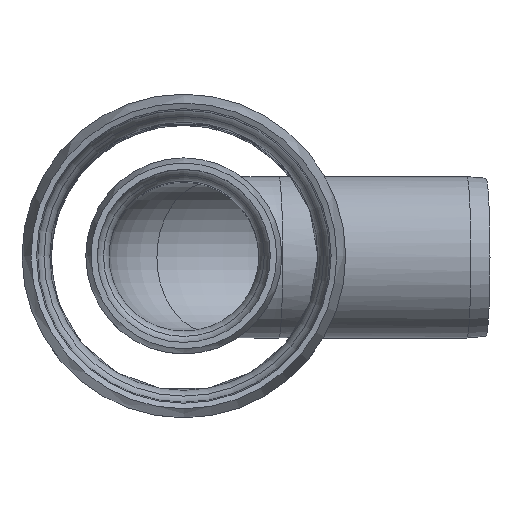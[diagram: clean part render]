
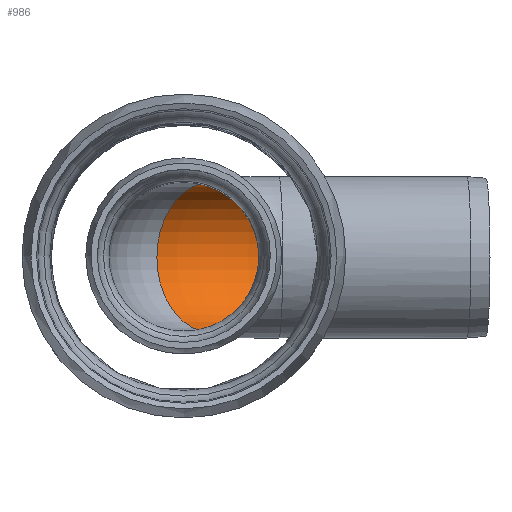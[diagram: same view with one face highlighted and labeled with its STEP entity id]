
A CAD part, top view. The second image highlights one B-rep face of the part: STEP entity #986.
In plain terms, the highlighted toroidal (fillet/blend) face has major radius 260 mm and minor radius 195 mm.
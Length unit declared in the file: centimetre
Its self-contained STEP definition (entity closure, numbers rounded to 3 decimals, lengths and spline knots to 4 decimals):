
#22=TOROIDAL_SURFACE('',#1066,26.,19.5);
#121=FACE_OUTER_BOUND('',#190,.T.);
#190=EDGE_LOOP('',(#698,#699,#700,#701));
#323=CIRCLE('',#1065,19.5);
#324=CIRCLE('',#1067,6.5);
#325=CIRCLE('',#1068,19.5);
#435=VERTEX_POINT('',#1803);
#436=VERTEX_POINT('',#1806);
#536=EDGE_CURVE('',#435,#435,#323,.T.);
#537=EDGE_CURVE('',#435,#436,#324,.T.);
#538=EDGE_CURVE('',#436,#436,#325,.T.);
#698=ORIENTED_EDGE('',*,*,#536,.T.);
#699=ORIENTED_EDGE('',*,*,#537,.T.);
#700=ORIENTED_EDGE('',*,*,#538,.F.);
#701=ORIENTED_EDGE('',*,*,#537,.F.);
#986=ADVANCED_FACE('',(#121),#22,.F.);
#1065=AXIS2_PLACEMENT_3D('',#1804,#1249,#1250);
#1066=AXIS2_PLACEMENT_3D('',#1805,#1251,#1252);
#1067=AXIS2_PLACEMENT_3D('',#1807,#1253,#1254);
#1068=AXIS2_PLACEMENT_3D('',#1808,#1255,#1256);
#1249=DIRECTION('center_axis',(-0.688,0.,
0.725));
#1250=DIRECTION('ref_axis',(-0.725,0.,-0.688));
#1251=DIRECTION('center_axis',(0.,-1.,0.));
#1252=DIRECTION('ref_axis',(0.999,0.,-0.052));
#1253=DIRECTION('center_axis',(0.,-1.,0.));
#1254=DIRECTION('ref_axis',(0.999,0.,-0.052));
#1255=DIRECTION('center_axis',(-0.999,0.,
0.052));
#1256=DIRECTION('ref_axis',(-0.052,0.,-0.999));
#1803=CARTESIAN_POINT('',(21.2851,0.,-4.4743));
#1804=CARTESIAN_POINT('Origin',(7.1403,0.,-17.8972));
#1805=CARTESIAN_POINT('Origin',(26.,0.,0.));
#1806=CARTESIAN_POINT('',(25.6598,0.,-6.4911));
#1807=CARTESIAN_POINT('Origin',(26.,0.,0.));
#1808=CARTESIAN_POINT('Origin',(24.6393,0.,-25.9644));
